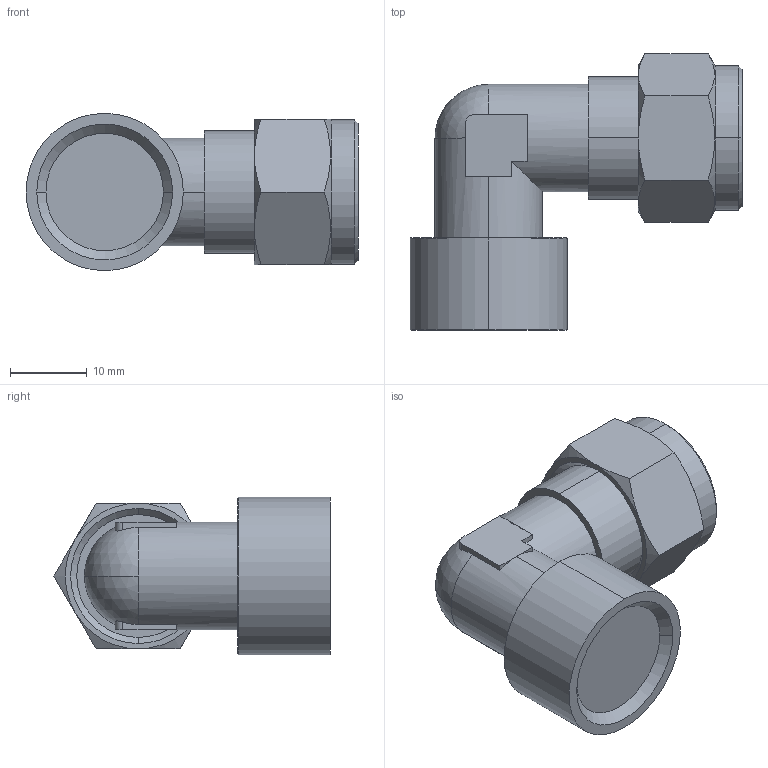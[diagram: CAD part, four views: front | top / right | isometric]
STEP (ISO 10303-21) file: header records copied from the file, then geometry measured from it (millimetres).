
FILE_DESCRIPTION (( 'STEP AP214' ), '1' );
FILE_NAME ('1029000008.step', '2013-02-25T17:14:42', ( '' ), ( '' ), 'SwSTEP 2.0', 'SolidWorks 2012', '' );
FILE_SCHEMA (( 'AUTOMOTIVE_DESIGN' ));
Length unit declared in the file: millimetre
Products named in the file (1): 1029000008
Bounding box: 43.25 x 35.97 x 20.5 mm (x, y, z)
Volume: 12840.2 mm3; surface area: 4187.4 mm2
Topology: 1 solids, 3 shells, 73 faces, 161 edges, 99 vertices
Faces by surface type: plane 33, cone 20, cylinder 16, sphere 2, torus 2
Entity records: 2170 total; most frequent: CARTESIAN_POINT 542, DIRECTION 340, ORIENTED_EDGE 322, EDGE_CURVE 161, AXIS2_PLACEMENT_3D 137, VERTEX_POINT 99, EDGE_LOOP 78, FACE_OUTER_BOUND 73
